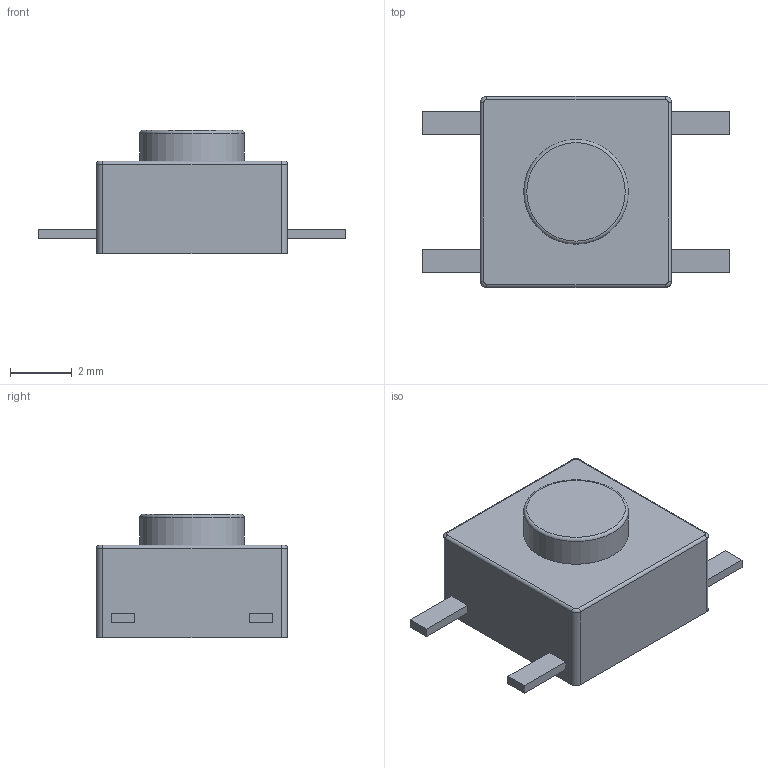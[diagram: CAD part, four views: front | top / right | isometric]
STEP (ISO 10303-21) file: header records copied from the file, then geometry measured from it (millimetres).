
FILE_DESCRIPTION(('FreeCAD Model'),'2;1');
FILE_NAME('Open CASCADE Shape Model','2022-01-13T19:36:29',( 'kicad StepUp'),('ksu MCAD'),'Open CASCADE STEP processor 7.5', 'FreeCAD','Unknown');
FILE_SCHEMA(('AUTOMOTIVE_DESIGN { 1 0 10303 214 1 1 1 1 }'));
Length unit declared in the file: millimetre
Products named in the file (1): resetButton
Bounding box: 10 x 6.2 x 4 mm (x, y, z)
Volume: 125.9 mm3; surface area: 175.3 mm2
Topology: 1 solids, 1 shells, 41 faces, 93 edges, 59 vertices
Faces by surface type: plane 27, cylinder 9, torus 5
Full cylindrical faces by diameter (mm): 3.4 x1
Entity records: 1302 total; most frequent: DIRECTION 201, CARTESIAN_POINT 194, ORIENTED_EDGE 186, EDGE_CURVE 93, LINE 69, VECTOR 69, AXIS2_PLACEMENT_3D 66, VERTEX_POINT 59
